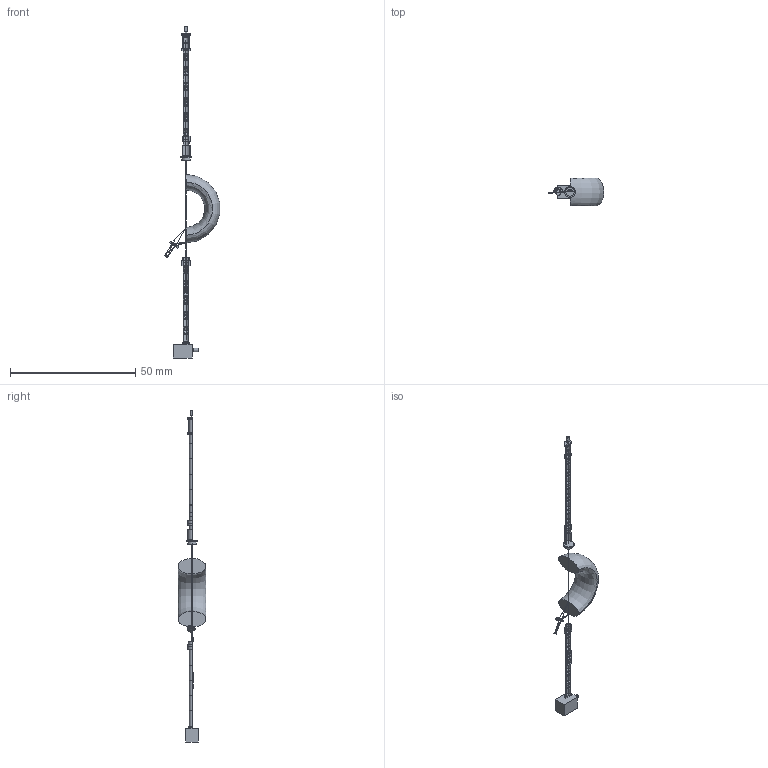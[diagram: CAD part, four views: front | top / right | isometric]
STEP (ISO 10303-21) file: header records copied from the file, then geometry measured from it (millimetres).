
FILE_DESCRIPTION(('STEP AP214'),'1');
FILE_NAME('thomson.stp','2015-03-26T17:13:56',('Simon Woodruff'),('Woodruff Scientific Inc'),'Spatial InterOp 3D',' ',' ');
FILE_SCHEMA(('automotive_design'));
Length unit declared in the file: inch
Products named in the file (135): Lathe_15765; Lathe_15774; ACIS Solid_15783; ACIS Solid_15807; ACIS Solid_15838; ACIS Solid_15870; ACIS Solid_15889; ACIS Solid_15913; ACIS Solid_15933; Part_15998; ACIS Solid_16028; ACIS Solid_16078; ACIS Solid_16119; ACIS Solid_16146; ACIS Solid_16397; ACIS Solid_16431; ACIS Solid_16457; ACIS Solid_16483; ACIS Solid_16517; ACIS Solid_16543; Part_16601; ACIS Solid_16818; ACIS Solid_16852; ACIS Solid_16878; ACIS Solid_16904; ACIS Solid_16938; ACIS Solid_16964; ACIS Solid_16990; ACIS Solid_17038; ACIS Solid_17072; ACIS Solid_17098; ACIS Solid_17124; ACIS Solid_17158; ACIS Solid_17184; ACIS Solid_17210; ACIS Solid_17272; ACIS Solid_17306; ACIS Solid_17332; ACIS Solid_17358; ACIS Solid_17392 ...
Bounding box: 22.15 x 11.12 x 132.54 mm (x, y, z)
Volume: 2135.7 mm3; surface area: 2612.8 mm2
Topology: 134 solids, 134 shells, 750 faces, 1709 edges, 1476 vertices
Faces by surface type: plane 417, cylinder 189, cone 136, revolution 6, bspline 2
Entity records: 32682 total; most frequent: DIRECTION 3995, CARTESIAN_POINT 3652, ORIENTED_EDGE 2896, EDGE_CURVE 1448, AXIS2_PLACEMENT_3D 1411, STYLED_ITEM 1398, PRESENTATION_STYLE_ASSIGNMENT 1398, COLOUR_RGB 1398
